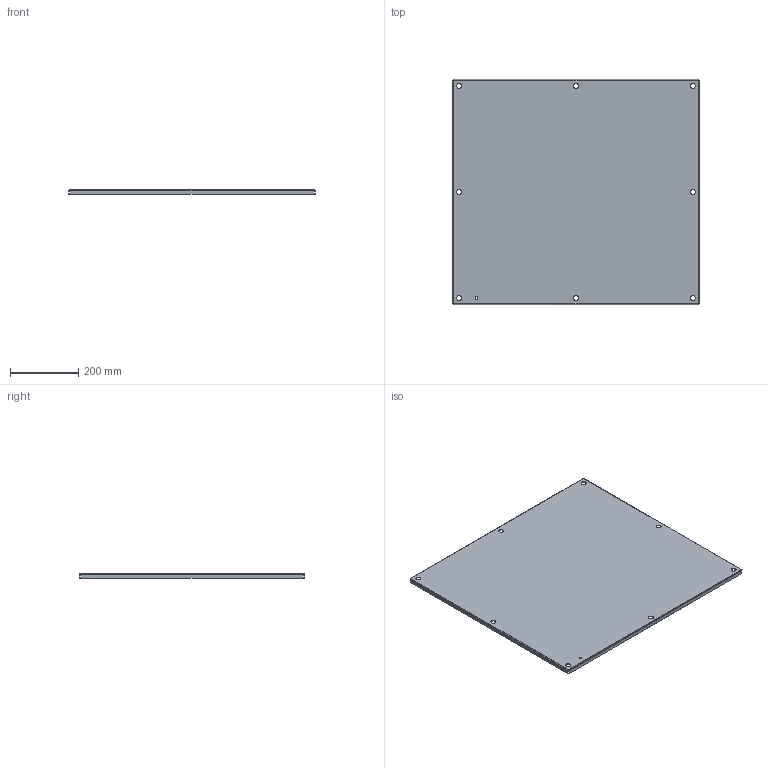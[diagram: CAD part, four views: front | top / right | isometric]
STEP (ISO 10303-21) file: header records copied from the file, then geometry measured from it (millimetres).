
FILE_DESCRIPTION(/* description */ ('PANEL,NEMA 1,26"X28 1/2",PERFORATED'),/* implementation_level */ '2;1');
FILE_NAME(/* name */ 'N1P3030PP.stp',/* time_stamp */ '2014-10-15T08:21:01+06:00',/* author */ ('abalasubranian'),/* organization */ (''),/* preprocessor_version */ 'ST-DEVELOPER v15.2',/* originating_system */ 'Autodesk Inventor 2014',/* authorisation */ '');
FILE_SCHEMA (('AUTOMOTIVE_DESIGN { 1 0 10303 214 3 1 1 }'));
Length unit declared in the file: inch
Products named in the file (1): N1P_PP-LARGE
Bounding box: 723.9 x 660.4 x 12.7 mm (x, y, z)
Volume: 947938.6 mm3; surface area: 1014738.2 mm2
Topology: 1 solids, 1 shells, 47 faces, 103 edges, 58 vertices
Faces by surface type: plane 22, cylinder 17, bspline 8
Full cylindrical faces by diameter (mm): 7.925 x1, 14.3 x8
Entity records: 1445 total; most frequent: CARTESIAN_POINT 448, ORIENTED_EDGE 188, DIRECTION 176, EDGE_CURVE 94, EDGE_LOOP 74, LINE 60, VECTOR 60, VERTEX_POINT 58
